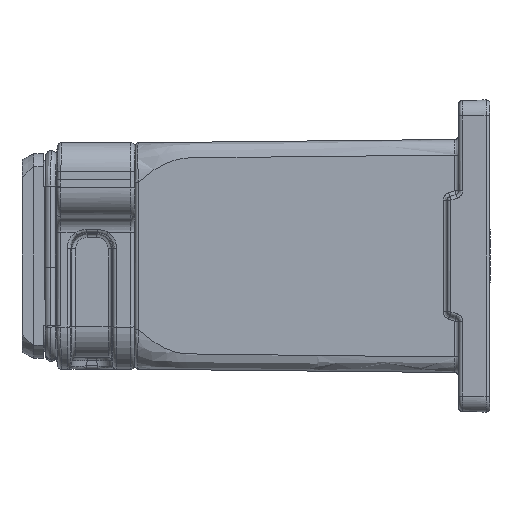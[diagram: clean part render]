
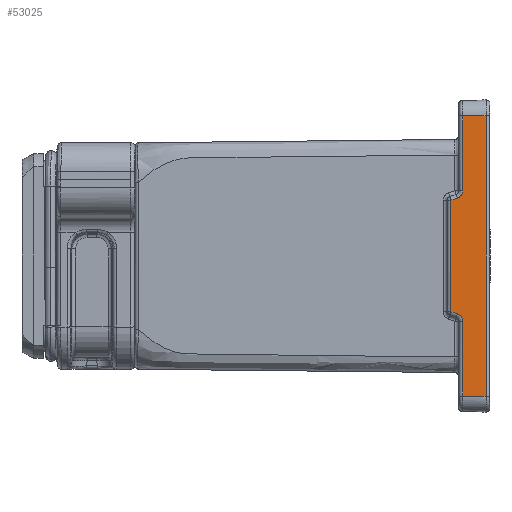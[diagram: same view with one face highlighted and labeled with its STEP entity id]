
A CAD part, left-side view. The second image highlights one B-rep face of the part: STEP entity #53025.
In plain terms, the highlighted planar face has unit normal (-1, 0.018, 0).
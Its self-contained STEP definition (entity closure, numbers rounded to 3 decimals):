
#2982 = ORIENTED_EDGE ( 'NONE', *, *, #41930, .T. ) ;
#2984 = ORIENTED_EDGE ( 'NONE', *, *, #41932, .T. ) ;
#2986 = ORIENTED_EDGE ( 'NONE', *, *, #41931, .T. ) ;
#2988 = ORIENTED_EDGE ( 'NONE', *, *, #42011, .F. ) ;
#2990 = ORIENTED_EDGE ( 'NONE', *, *, #41933, .T. ) ;
#2992 = ORIENTED_EDGE ( 'NONE', *, *, #41939, .F. ) ;
#2994 = ORIENTED_EDGE ( 'NONE', *, *, #41934, .T. ) ;
#2996 = ORIENTED_EDGE ( 'NONE', *, *, #41937, .T. ) ;
#2998 = ORIENTED_EDGE ( 'NONE', *, *, #41935, .T. ) ;
#3002 = ORIENTED_EDGE ( 'NONE', *, *, #41936, .T. ) ;
#10782 = B_SPLINE_CURVE_WITH_KNOTS ( 'NONE', 3,
 ( #28913, #28920, #28921, #28922, #28923, #28924, #28925, #28926, #28927, #28928, #28929, #28930, #28931, #28932, #28933, #28934 ),
 .UNSPECIFIED., .F., .F.,
 ( 4, 1, 2, 2, 2, 1, 2, 2, 4 ),
 ( 0., 0.125, 0.187, 0.25, 0.5, 0.625, 0.687, 0.75, 1. ),
 .UNSPECIFIED. ) ;
#10785 = B_SPLINE_CURVE_WITH_KNOTS ( 'NONE', 3,
 ( #28882, #28898, #28899, #28900, #28901, #28902, #28903, #28904, #28905, #28906, #28907, #28908, #28909, #28910, #28911, #28912 ),
 .UNSPECIFIED., .F., .F.,
 ( 4, 1, 2, 2, 2, 1, 2, 2, 4 ),
 ( 0., 0.125, 0.187, 0.25, 0.5, 0.625, 0.687, 0.75, 1. ),
 .UNSPECIFIED. ) ;
#11954 = CARTESIAN_POINT ( 'NONE',  ( 0., 1.018, -75.965 ) ) ;
#12077 = CARTESIAN_POINT ( 'NONE',  ( 0., 1.018, -4. ) ) ;
#12192 = CARTESIAN_POINT ( 'NONE',  ( 0.105, 7.018, -56.703 ) ) ;
#13185 = CARTESIAN_POINT ( 'NONE',  ( 0.157, 10.018, -25.703 ) ) ;
#13474 = CARTESIAN_POINT ( 'NONE',  ( 0.105, 7.018, -75.861 ) ) ;
#13519 = CARTESIAN_POINT ( 'NONE',  ( 0.129, 8.385, -54.806 ) ) ;
#17704 = PLANE ( 'NONE',  #40961 ) ;
#17705 = CARTESIAN_POINT ( 'NONE',  ( -0.017, 0., -83.955 ) ) ;
#17706 = DIRECTION ( 'NONE',  ( -1., 0.017, 0. ) ) ;
#17707 = DIRECTION ( 'NONE',  ( -0.017, -1., 0. ) ) ;
#18554 = VERTEX_POINT ( 'NONE', #21230 ) ;
#21230 = CARTESIAN_POINT ( 'NONE',  ( 0.105, 7.018, -23.262 ) ) ;
#25653 = EDGE_LOOP ( 'NONE', ( #3002, #2996, #2998, #2994, #2992, #2988, #2990, #2984, #2986, #2982 ) ) ;
#28882 = CARTESIAN_POINT ( 'NONE',  ( 0.105, 7.018, -23.262 ) ) ;
#28889 = LINE ( 'NONE', #28890, #50958 ) ;
#28890 = CARTESIAN_POINT ( 'NONE',  ( 0.157, 10.018, -54.262 ) ) ;
#28891 = DIRECTION ( 'NONE',  ( -0.017, -0.949, -0.316 ) ) ;
#28892 = LINE ( 'NONE', #28893, #50960 ) ;
#28893 = CARTESIAN_POINT ( 'NONE',  ( 0.157, 10.018, -83.955 ) ) ;
#28894 = DIRECTION ( 'NONE',  ( 0., 0., -1. ) ) ;
#28895 = LINE ( 'NONE', #28896, #50962 ) ;
#28896 = CARTESIAN_POINT ( 'NONE',  ( 0.129, 8.385, -25.159 ) ) ;
#28897 = DIRECTION ( 'NONE',  ( 0.017, 0.949, -0.316 ) ) ;
#28898 = CARTESIAN_POINT ( 'NONE',  ( 0.105, 7.019, -23.369 ) ) ;
#28899 = CARTESIAN_POINT ( 'NONE',  ( 0.105, 7.031, -23.527 ) ) ;
#28900 = CARTESIAN_POINT ( 'NONE',  ( 0.106, 7.061, -23.679 ) ) ;
#28901 = CARTESIAN_POINT ( 'NONE',  ( 0.106, 7.085, -23.778 ) ) ;
#28902 = CARTESIAN_POINT ( 'NONE',  ( 0.107, 7.098, -23.826 ) ) ;
#28903 = CARTESIAN_POINT ( 'NONE',  ( 0.108, 7.179, -24.076 ) ) ;
#28904 = CARTESIAN_POINT ( 'NONE',  ( 0.11, 7.273, -24.262 ) ) ;
#28905 = CARTESIAN_POINT ( 'NONE',  ( 0.113, 7.456, -24.516 ) ) ;
#28906 = CARTESIAN_POINT ( 'NONE',  ( 0.115, 7.557, -24.635 ) ) ;
#28907 = CARTESIAN_POINT ( 'NONE',  ( 0.117, 7.671, -24.741 ) ) ;
#28908 = CARTESIAN_POINT ( 'NONE',  ( 0.118, 7.75, -24.809 ) ) ;
#28909 = CARTESIAN_POINT ( 'NONE',  ( 0.119, 7.792, -24.843 ) ) ;
#28910 = CARTESIAN_POINT ( 'NONE',  ( 0.122, 7.997, -24.994 ) ) ;
#28911 = CARTESIAN_POINT ( 'NONE',  ( 0.125, 8.181, -25.089 ) ) ;
#28912 = CARTESIAN_POINT ( 'NONE',  ( 0.129, 8.385, -25.159 ) ) ;
#28913 = CARTESIAN_POINT ( 'NONE',  ( 0.129, 8.385, -54.806 ) ) ;
#28914 = LINE ( 'NONE', #28915, #50964 ) ;
#28915 = CARTESIAN_POINT ( 'NONE',  ( 0., 1.018, -83.955 ) ) ;
#28916 = DIRECTION ( 'NONE',  ( 0., 0., 1. ) ) ;
#28917 = LINE ( 'NONE', #28918, #50965 ) ;
#28918 = CARTESIAN_POINT ( 'NONE',  ( 0.105, 7.018, -75.861 ) ) ;
#28919 = DIRECTION ( 'NONE',  ( -0.017, -1., -0.017 ) ) ;
#28920 = CARTESIAN_POINT ( 'NONE',  ( 0.127, 8.283, -54.841 ) ) ;
#28921 = CARTESIAN_POINT ( 'NONE',  ( 0.125, 8.138, -54.903 ) ) ;
#28922 = CARTESIAN_POINT ( 'NONE',  ( 0.122, 8.004, -54.979 ) ) ;
#28923 = CARTESIAN_POINT ( 'NONE',  ( 0.121, 7.916, -55.033 ) ) ;
#28924 = CARTESIAN_POINT ( 'NONE',  ( 0.12, 7.875, -55.061 ) ) ;
#28925 = CARTESIAN_POINT ( 'NONE',  ( 0.116, 7.664, -55.216 ) ) ;
#28926 = CARTESIAN_POINT ( 'NONE',  ( 0.114, 7.517, -55.364 ) ) ;
#28927 = CARTESIAN_POINT ( 'NONE',  ( 0.111, 7.334, -55.619 ) ) ;
#28928 = CARTESIAN_POINT ( 'NONE',  ( 0.109, 7.253, -55.752 ) ) ;
#28929 = CARTESIAN_POINT ( 'NONE',  ( 0.108, 7.188, -55.893 ) ) ;
#28930 = CARTESIAN_POINT ( 'NONE',  ( 0.107, 7.149, -55.99 ) ) ;
#28931 = CARTESIAN_POINT ( 'NONE',  ( 0.107, 7.13, -56.041 ) ) ;
#28932 = CARTESIAN_POINT ( 'NONE',  ( 0.106, 7.052, -56.283 ) ) ;
#28933 = CARTESIAN_POINT ( 'NONE',  ( 0.105, 7.019, -56.487 ) ) ;
#28934 = CARTESIAN_POINT ( 'NONE',  ( 0.105, 7.018, -56.703 ) ) ;
#28936 = LINE ( 'NONE', #28937, #50967 ) ;
#28937 = CARTESIAN_POINT ( 'NONE',  ( 0.105, 7.018, -83.955 ) ) ;
#28938 = DIRECTION ( 'NONE',  ( 0., 0., -1. ) ) ;
#28949 = LINE ( 'NONE', #28950, #50969 ) ;
#28950 = CARTESIAN_POINT ( 'NONE',  ( 0.129, 8.39, -4.128 ) ) ;
#28951 = DIRECTION ( 'NONE',  ( -0.017, -1., 0.017 ) ) ;
#32685 = LINE ( 'NONE', #32687, #51014 ) ;
#32687 = CARTESIAN_POINT ( 'NONE',  ( 0.105, 7.018, -76.366 ) ) ;
#32689 = DIRECTION ( 'NONE',  ( 0., 0., 1. ) ) ;
#33100 = CARTESIAN_POINT ( 'NONE',  ( 0.105, 7.018, -4.105 ) ) ;
#33354 = CARTESIAN_POINT ( 'NONE',  ( 0.129, 8.385, -25.159 ) ) ;
#33368 = CARTESIAN_POINT ( 'NONE',  ( 0.157, 10.018, -54.262 ) ) ;
#40960 = FACE_OUTER_BOUND ( 'NONE', #25653, .T. ) ;
#40961 = AXIS2_PLACEMENT_3D ( 'NONE', #17705, #17706, #17707 ) ;
#41930 = EDGE_CURVE ( 'NONE', #47619, #50217, #28889, .T. ) ;
#41931 = EDGE_CURVE ( 'NONE', #50086, #47619, #28892, .T. ) ;
#41932 = EDGE_CURVE ( 'NONE', #47612, #50086, #28895, .T. ) ;
#41933 = EDGE_CURVE ( 'NONE', #18554, #47612, #10785, .T. ) ;
#41934 = EDGE_CURVE ( 'NONE', #49875, #49895, #28914, .T. ) ;
#41935 = EDGE_CURVE ( 'NONE', #50173, #49875, #28917, .T. ) ;
#41936 = EDGE_CURVE ( 'NONE', #50217, #49918, #10782, .T. ) ;
#41937 = EDGE_CURVE ( 'NONE', #49918, #50173, #28936, .T. ) ;
#41939 = EDGE_CURVE ( 'NONE', #47485, #49895, #28949, .T. ) ;
#42011 = EDGE_CURVE ( 'NONE', #18554, #47485, #32685, .T. ) ;
#47485 = VERTEX_POINT ( 'NONE', #33100 ) ;
#47612 = VERTEX_POINT ( 'NONE', #33354 ) ;
#47619 = VERTEX_POINT ( 'NONE', #33368 ) ;
#49875 = VERTEX_POINT ( 'NONE', #11954 ) ;
#49895 = VERTEX_POINT ( 'NONE', #12077 ) ;
#49918 = VERTEX_POINT ( 'NONE', #12192 ) ;
#50086 = VERTEX_POINT ( 'NONE', #13185 ) ;
#50173 = VERTEX_POINT ( 'NONE', #13474 ) ;
#50217 = VERTEX_POINT ( 'NONE', #13519 ) ;
#50958 = VECTOR ( 'NONE', #28891, 1000. ) ;
#50960 = VECTOR ( 'NONE', #28894, 1000. ) ;
#50962 = VECTOR ( 'NONE', #28897, 1000. ) ;
#50964 = VECTOR ( 'NONE', #28916, 1000. ) ;
#50965 = VECTOR ( 'NONE', #28919, 1000. ) ;
#50967 = VECTOR ( 'NONE', #28938, 1000. ) ;
#50969 = VECTOR ( 'NONE', #28951, 1000. ) ;
#51014 = VECTOR ( 'NONE', #32689, 1000. ) ;
#53025 = ADVANCED_FACE ( 'NONE', ( #40960 ), #17704, .T. ) ;
